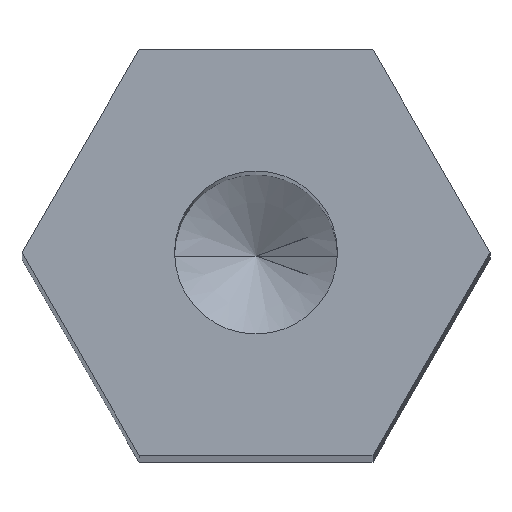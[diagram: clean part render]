
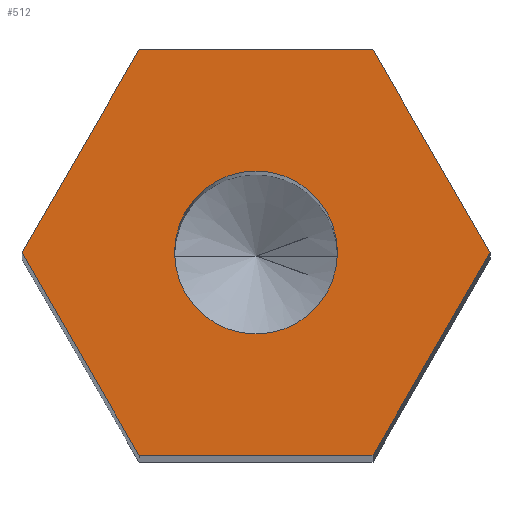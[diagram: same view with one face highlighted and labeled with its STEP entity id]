
A CAD part, top view. The second image highlights one B-rep face of the part: STEP entity #512.
In plain terms, the highlighted planar face has unit normal (0, 0, 1).
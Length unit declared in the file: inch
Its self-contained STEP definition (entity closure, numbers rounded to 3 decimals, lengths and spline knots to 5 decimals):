
#21 = AXIS2_PLACEMENT_3D ( 'NONE', #182, #122, #234 ) ;
#34 = LINE ( 'NONE', #136, #695 ) ;
#42 = EDGE_CURVE ( 'NONE', #555, #280, #483, .T. ) ;
#46 = CARTESIAN_POINT ( 'NONE',  ( 0., 0., 2.5 ) ) ;
#49 = LINE ( 'NONE', #156, #595 ) ;
#52 = CARTESIAN_POINT ( 'NONE',  ( 0.28868, 0., 2.5 ) ) ;
#62 = CARTESIAN_POINT ( 'NONE',  ( 0.1005, 0., 2.5 ) ) ;
#70 = DIRECTION ( 'NONE',  ( 0.5, 0.866, 0. ) ) ;
#89 = EDGE_CURVE ( 'NONE', #166, #112, #300, .T. ) ;
#111 = LINE ( 'NONE', #669, #265 ) ;
#112 = VERTEX_POINT ( 'NONE', #692 ) ;
#122 = DIRECTION ( 'NONE',  ( 0., 0., 1. ) ) ;
#136 = CARTESIAN_POINT ( 'NONE',  ( -0.14434, -0.25, 2.5 ) ) ;
#146 = VERTEX_POINT ( 'NONE', #277 ) ;
#150 = EDGE_CURVE ( 'NONE', #146, #381, #111, .T. ) ;
#156 = CARTESIAN_POINT ( 'NONE',  ( 0.14434, 0.25, 2.5 ) ) ;
#166 = VERTEX_POINT ( 'NONE', #52 ) ;
#182 = CARTESIAN_POINT ( 'NONE',  ( 0., 0., 2.5 ) ) ;
#195 = PLANE ( 'NONE',  #21 ) ;
#225 = LINE ( 'NONE', #279, #516 ) ;
#229 = EDGE_CURVE ( 'NONE', #473, #166, #225, .T. ) ;
#234 = DIRECTION ( 'NONE',  ( 1., 0., 0. ) ) ;
#262 = AXIS2_PLACEMENT_3D ( 'NONE', #46, #503, #721 ) ;
#265 = VECTOR ( 'NONE', #728, 39.37008 ) ;
#275 = VECTOR ( 'NONE', #446, 39.37008 ) ;
#277 = CARTESIAN_POINT ( 'NONE',  ( -0.28868, 0., 2.5 ) ) ;
#279 = CARTESIAN_POINT ( 'NONE',  ( 0.14434, -0.25, 2.5 ) ) ;
#280 = VERTEX_POINT ( 'NONE', #62 ) ;
#299 = ORIENTED_EDGE ( 'NONE', *, *, #150, .T. ) ;
#300 = LINE ( 'NONE', #603, #275 ) ;
#302 = DIRECTION ( 'NONE',  ( 1., 0., 0. ) ) ;
#307 = CARTESIAN_POINT ( 'NONE',  ( 0.14434, -0.25, 2.5 ) ) ;
#313 = ORIENTED_EDGE ( 'NONE', *, *, #609, .T. ) ;
#315 = CARTESIAN_POINT ( 'NONE',  ( -0.14434, -0.25, 2.5 ) ) ;
#316 = EDGE_CURVE ( 'NONE', #280, #555, #342, .T. ) ;
#342 = CIRCLE ( 'NONE', #262, 0.1005 ) ;
#351 = DIRECTION ( 'NONE',  ( 0., 0., 1. ) ) ;
#355 = FACE_OUTER_BOUND ( 'NONE', #363, .T. ) ;
#363 = EDGE_LOOP ( 'NONE', ( #674, #579, #313, #510, #299, #563 ) ) ;
#365 = AXIS2_PLACEMENT_3D ( 'NONE', #447, #351, #302 ) ;
#381 = VERTEX_POINT ( 'NONE', #315 ) ;
#382 = ORIENTED_EDGE ( 'NONE', *, *, #42, .F. ) ;
#419 = CARTESIAN_POINT ( 'NONE',  ( -0.14434, 0.25, 2.5 ) ) ;
#446 = DIRECTION ( 'NONE',  ( -0.5, 0.866, 0. ) ) ;
#447 = CARTESIAN_POINT ( 'NONE',  ( 0., 0., 2.5 ) ) ;
#473 = VERTEX_POINT ( 'NONE', #307 ) ;
#476 = VECTOR ( 'NONE', #518, 39.37008 ) ;
#478 = CARTESIAN_POINT ( 'NONE',  ( -0.1005, 0., 2.5 ) ) ;
#483 = CIRCLE ( 'NONE', #365, 0.1005 ) ;
#503 = DIRECTION ( 'NONE',  ( 0., 0., 1. ) ) ;
#504 = FACE_BOUND ( 'NONE', #553, .T. ) ;
#508 = LINE ( 'NONE', #630, #476 ) ;
#510 = ORIENTED_EDGE ( 'NONE', *, *, #592, .T. ) ;
#512 = ADVANCED_FACE ( 'NONE', ( #504, #355 ), #195, .T. ) ;
#516 = VECTOR ( 'NONE', #70, 39.37008 ) ;
#518 = DIRECTION ( 'NONE',  ( -0.5, -0.866, 0. ) ) ;
#544 = EDGE_CURVE ( 'NONE', #381, #473, #34, .T. ) ;
#553 = EDGE_LOOP ( 'NONE', ( #593, #382 ) ) ;
#555 = VERTEX_POINT ( 'NONE', #478 ) ;
#563 = ORIENTED_EDGE ( 'NONE', *, *, #544, .T. ) ;
#579 = ORIENTED_EDGE ( 'NONE', *, *, #89, .T. ) ;
#592 = EDGE_CURVE ( 'NONE', #636, #146, #508, .T. ) ;
#593 = ORIENTED_EDGE ( 'NONE', *, *, #316, .F. ) ;
#595 = VECTOR ( 'NONE', #730, 39.37008 ) ;
#603 = CARTESIAN_POINT ( 'NONE',  ( 0.28868, 0., 2.5 ) ) ;
#609 = EDGE_CURVE ( 'NONE', #112, #636, #49, .T. ) ;
#630 = CARTESIAN_POINT ( 'NONE',  ( -0.14434, 0.25, 2.5 ) ) ;
#636 = VERTEX_POINT ( 'NONE', #419 ) ;
#669 = CARTESIAN_POINT ( 'NONE',  ( -0.28868, 0., 2.5 ) ) ;
#674 = ORIENTED_EDGE ( 'NONE', *, *, #229, .T. ) ;
#692 = CARTESIAN_POINT ( 'NONE',  ( 0.14434, 0.25, 2.5 ) ) ;
#695 = VECTOR ( 'NONE', #697, 39.37008 ) ;
#697 = DIRECTION ( 'NONE',  ( 1., 0., 0. ) ) ;
#721 = DIRECTION ( 'NONE',  ( 1., 0., 0. ) ) ;
#728 = DIRECTION ( 'NONE',  ( 0.5, -0.866, 0. ) ) ;
#730 = DIRECTION ( 'NONE',  ( -1., 0., 0. ) ) ;
